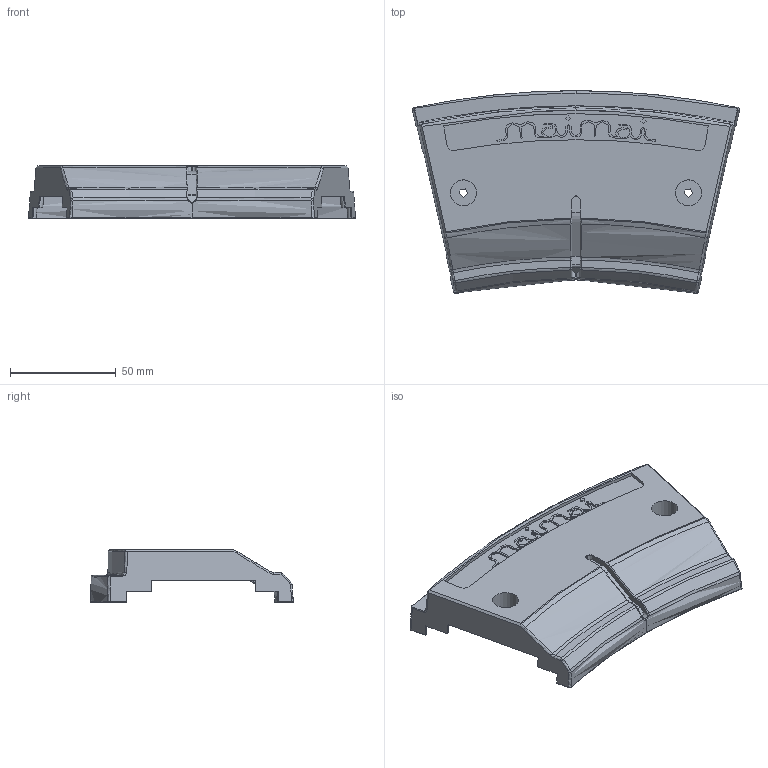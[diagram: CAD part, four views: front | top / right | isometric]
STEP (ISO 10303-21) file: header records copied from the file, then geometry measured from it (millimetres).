
FILE_DESCRIPTION(/* description */ (''),/* implementation_level */ '2;1');
FILE_NAME(/* name */ 'NoThickSpacer v5.step',/* time_stamp */ '2024-10-21T19:35:12-04:00',/* author */ (''),/* organization */ (''),/* preprocessor_version */ 'ST-DEVELOPER v20',/* originating_system */ 'Autodesk Translation Framework v13.20.0.188',/* authorisation */ '');
FILE_SCHEMA (('AUTOMOTIVE_DESIGN { 1 0 10303 214 3 1 1 }'));
Length unit declared in the file: millimetre
Products named in the file (2): NoThickness; 803885CApvnm
Assembly tree (1 placements, depth 2):
  NoThickness
    803885CApvnm
Bounding box: 154.47 x 95.8 x 24.89 mm (x, y, z)
Volume: 46437.1 mm3; surface area: 45055.4 mm2
Topology: 5 solids, 5 shells, 428 faces, 1136 edges, 715 vertices
Faces by surface type: bspline 181, plane 119, cylinder 104, cone 12, sphere 6, torus 6
Full cylindrical faces by diameter (mm): 4.192 x2, 12.288 x2, 17.038 x2
Entity records: 15921 total; most frequent: CARTESIAN_POINT 6227, ORIENTED_EDGE 2256, DIRECTION 1666, EDGE_CURVE 1128, VERTEX_POINT 715, AXIS2_PLACEMENT_3D 602, LINE 462, VECTOR 462
